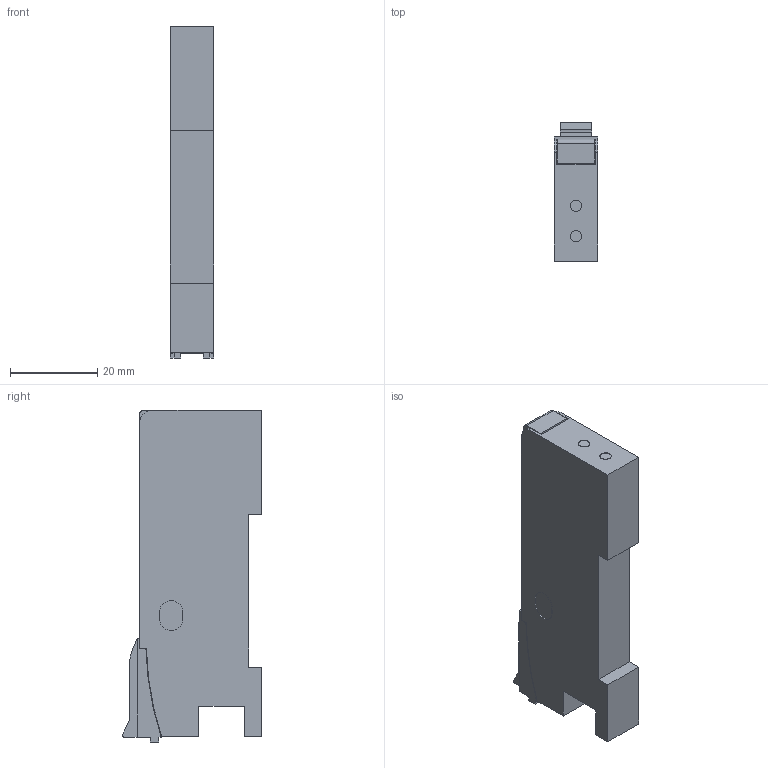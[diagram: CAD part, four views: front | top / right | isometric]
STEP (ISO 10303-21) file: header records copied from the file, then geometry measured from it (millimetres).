
FILE_DESCRIPTION(/* description */ ('STEP AP203'),/* implementation_level */ '2;1');
FILE_NAME(/* name */ 'ipf_z3d_OL110346.stp',/* time_stamp */ '2024-02-12T10:53:39+01:00',/* author */ ('g.aydin'),/* organization */ ('ipf electronic gmbh '),/* preprocessor_version */ 'ST-DEVELOPER v19.2',/* originating_system */ 'Autodesk Inventor 2024',/* authorisation */ '');
FILE_SCHEMA (('AUTOMOTIVE_DESIGN { 1 0 10303 214 3 1 1 }'));
Length unit declared in the file: millimetre
Products named in the file (3): ipf_z3d_OL110346; fx-500_cover; fx-502_amp
Assembly tree (2 placements, depth 2):
  ipf_z3d_OL110346
    fx-500_cover
    fx-502_amp
Bounding box: 10 x 32 x 76.2 mm (x, y, z)
Volume: 19342.9 mm3; surface area: 7433.5 mm2
Topology: 2 solids, 2 shells, 165 faces, 412 edges, 274 vertices
Faces by surface type: plane 143, cylinder 22
Full cylindrical faces by diameter (mm): 1 x4, 2.6 x2
Entity records: 4961 total; most frequent: CARTESIAN_POINT 856, ORIENTED_EDGE 824, DIRECTION 796, EDGE_CURVE 412, LINE 368, VECTOR 368, VERTEX_POINT 274, AXIS2_PLACEMENT_3D 214
